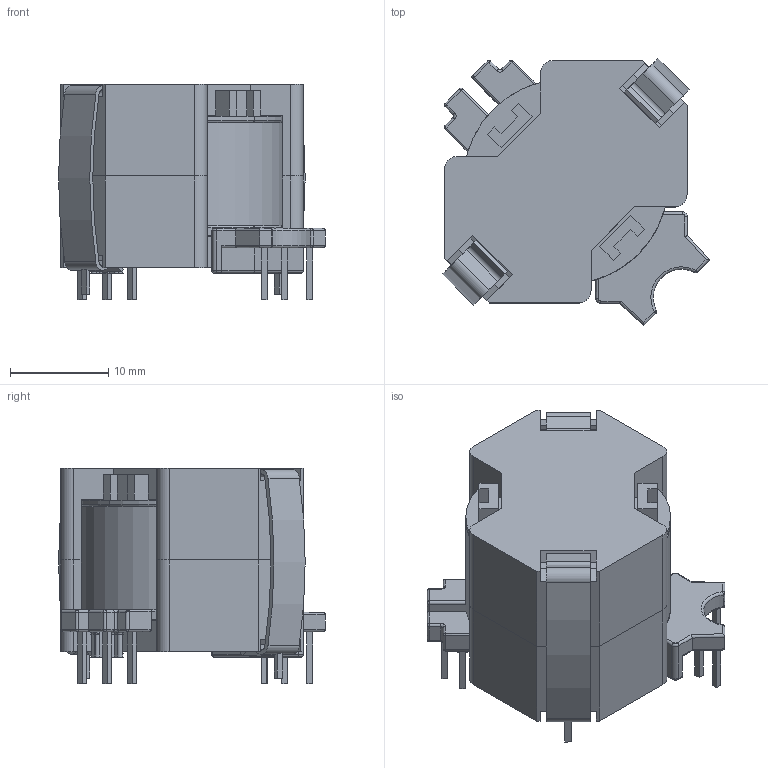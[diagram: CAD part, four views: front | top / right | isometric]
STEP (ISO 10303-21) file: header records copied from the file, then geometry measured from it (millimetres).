
FILE_DESCRIPTION(/* description */ ('Unknown'),/* implementation_level */ '2;1');
FILE_NAME(/* name */ 'T_Wurth_WE-OLRM-RM10',/* time_stamp */ '2025-12-25T17:39:57+08:00',/* author */ ('Unknown'),/* organization */ ('Unknown'),/* preprocessor_version */ 'ST-DEVELOPER v19.4',/* originating_system */ 'Solid Edge',/* authorisation */ 'Unknown');
FILE_SCHEMA (('AUTOMOTIVE_DESIGN {1 0 10303 214 3 1 1}'));
Length unit declared in the file: millimetre
Products named in the file (2): T_Wurth_WE-OLRM-RM10
Assembly tree (1 placements, depth 2):
  T_Wurth_WE-OLRM-RM10
    T_Wurth_WE-OLRM-RM10
Bounding box: 27.2 x 27.2 x 21.97 mm (x, y, z)
Volume: 8681.8 mm3; surface area: 8458.7 mm2
Topology: 6 solids, 6 shells, 417 faces, 1039 edges, 633 vertices
Faces by surface type: plane 209, cylinder 140, torus 38, sphere 20, bspline 6, cone 4
Entity records: 14363 total; most frequent: CARTESIAN_POINT 2459, DIRECTION 2120, ORIENTED_EDGE 2042, EDGE_CURVE 1021, AXIS2_PLACEMENT_3D 722, LINE 676, VECTOR 676, VERTEX_POINT 633
